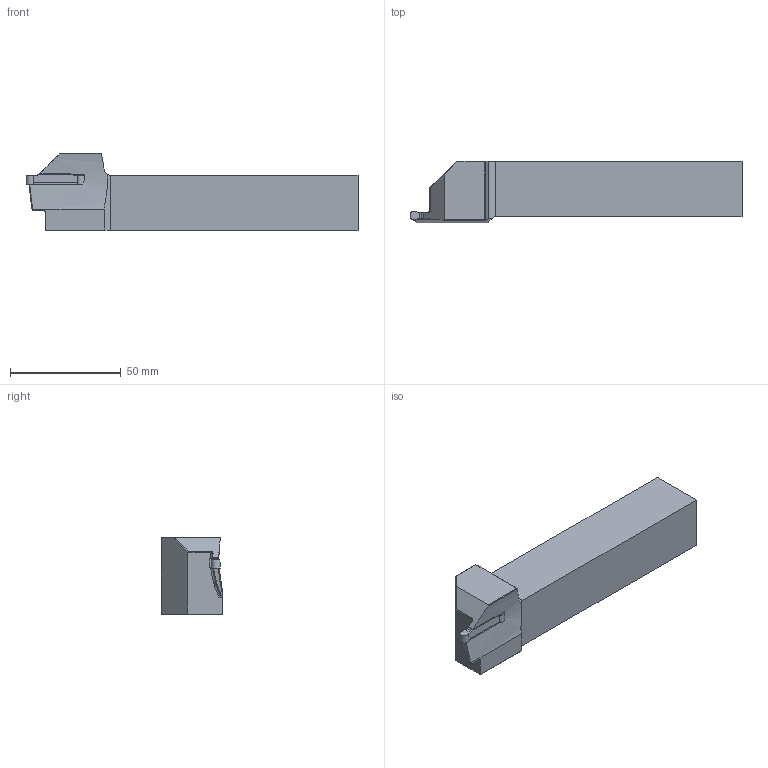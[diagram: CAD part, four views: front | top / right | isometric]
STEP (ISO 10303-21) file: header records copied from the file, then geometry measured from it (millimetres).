
FILE_DESCRIPTION(/* description */ (''),/* implementation_level */ '2;1');
FILE_NAME(/* name */ 'AAKT-SGC-L-2525-80-140-4-T8.stp',/* time_stamp */ '2023-10-18T14:42:12+03:00',/* author */ (''),/* organization */ (''),/* preprocessor_version */ 'ST-DEVELOPER v19.4',/* originating_system */ 'SIEMENS PLM Software NX2306.3001',/* authorisation */ '');
FILE_SCHEMA (('AUTOMOTIVE_DESIGN { 1 0 10303 214 3 1 1 1 }'));
Length unit declared in the file: millimetre
Products named in the file (1): AAKT-SGC-R-2525-80-140-4-T8_objects
Bounding box: 149.99 x 27.8 x 35 mm (x, y, z)
Volume: 93828.6 mm3; surface area: 16812.9 mm2
Topology: 2 solids, 2 shells, 54 faces, 143 edges, 93 vertices
Faces by surface type: plane 37, cylinder 10, bspline 5, torus 2
Entity records: 1842 total; most frequent: CARTESIAN_POINT 507, ORIENTED_EDGE 286, DIRECTION 241, EDGE_CURVE 143, LINE 95, VECTOR 95, VERTEX_POINT 93, AXIS2_PLACEMENT_3D 73
